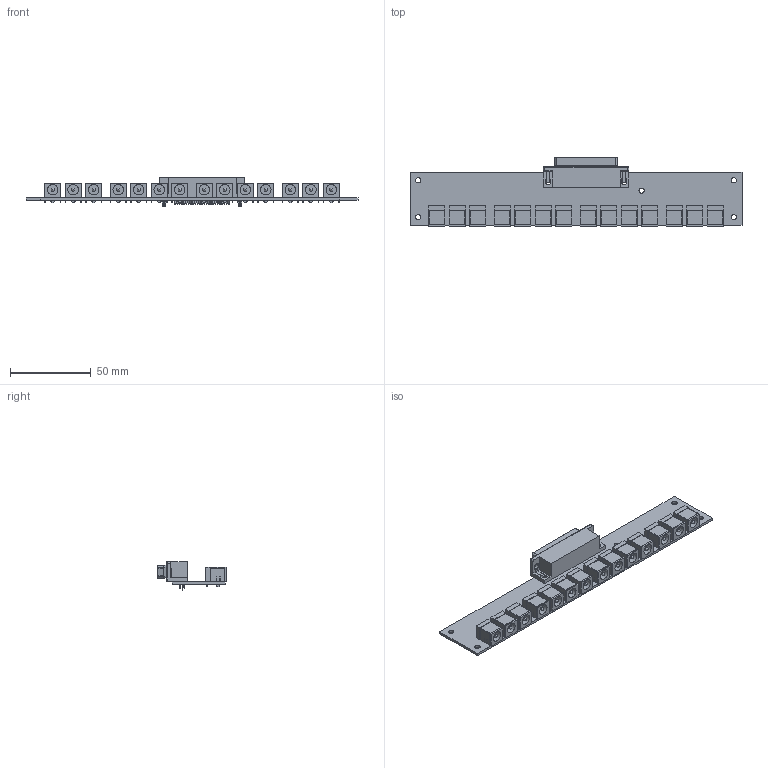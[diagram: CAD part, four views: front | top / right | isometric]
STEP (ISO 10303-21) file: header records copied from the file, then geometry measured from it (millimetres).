
FILE_DESCRIPTION(('KiCad electronic assembly'),'2;1');
FILE_NAME('PASCAL_switchboard.step','2021-07-28T12:31:51',('An Author'), ('A Company'),'Open CASCADE STEP processor 7.5', 'KiCad to STEP converter','Unknown');
FILE_SCHEMA(('AUTOMOTIVE_DESIGN { 1 0 10303 214 1 1 1 1 }'));
Length unit declared in the file: millimetre
Products named in the file (6): Open CASCADE STEP translator 7.5 1; DSUB-25_Male_Horizontal_P2.77x2.84mm_EdgePinOffset7.70mm_Housed_
MountingHolesOffset9.12mm; SOLID; BarrelJack_CUI_PJ-063AH_Horizontal; COMPOUND
Assembly tree (18 placements, depth 3):
  Open CASCADE STEP translator 7.5 1
    DSUB-25_Male_Horizontal_P2.77x2.84mm_EdgePinOffset7.70mm_Housed_
MountingHolesOffset9.12mm
      SOLID
    BarrelJack_CUI_PJ-063AH_Horizontal  x14
      COMPOUND
    COMPOUND
Bounding box: 205.74 x 42.61 x 17.9 mm (x, y, z)
Volume: 30539.5 mm3; surface area: 39893.8 mm2
Topology: 30 solids, 31 shells, 1926 faces, 4724 edges, 2966 vertices
Faces by surface type: plane 1534, cylinder 310, torus 60, sphere 14, cone 4, revolution 4
Full cylindrical faces by diameter (mm): 0.64 x75, 1 x25, 1.5 x14, 1.6 x14, 2 x14, 3.2 x9, 4 x2, 6.5 x14
Entity records: 47426 total; most frequent: CARTESIAN_POINT 8292, DIRECTION 7120, LINE 3952, VECTOR 3952, ORIENTED_EDGE 3440, PCURVE 3440, DEFINITIONAL_REPRESENTATION 3440, EDGE_CURVE 1720
